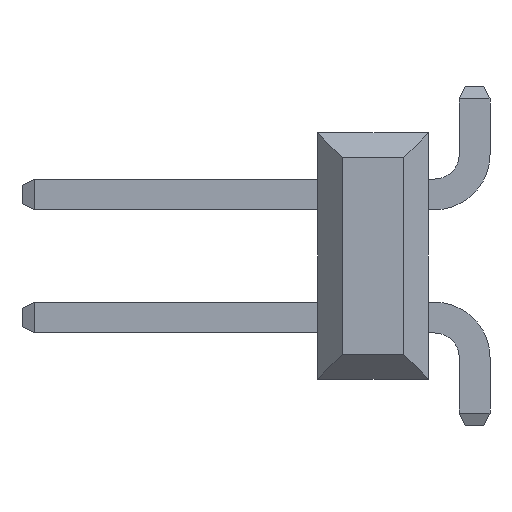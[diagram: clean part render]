
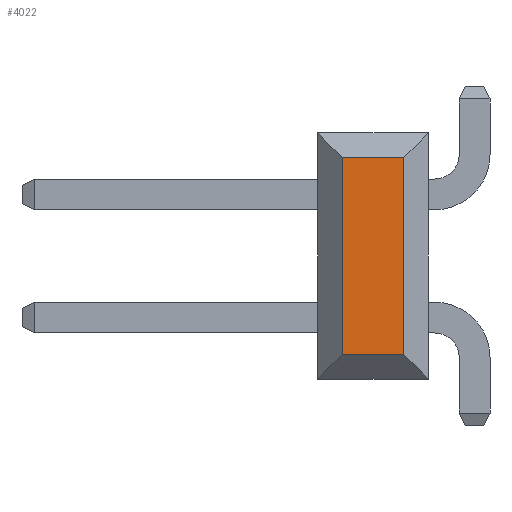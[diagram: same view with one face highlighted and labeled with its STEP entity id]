
A CAD part, left-side view. The second image highlights one B-rep face of the part: STEP entity #4022.
In plain terms, the highlighted planar face has unit normal (-1, 0, 0).
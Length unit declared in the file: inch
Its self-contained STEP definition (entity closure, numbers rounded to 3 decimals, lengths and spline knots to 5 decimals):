
#601=DIRECTION('',(0.,0.,1.));
#602=VECTOR('',#601,0.16);
#603=CARTESIAN_POINT('',(-0.25,-0.025,-0.08));
#604=LINE('',#603,#602);
#613=DIRECTION('',(0.,0.,1.));
#614=VECTOR('',#613,0.16);
#615=CARTESIAN_POINT('',(-0.25,0.025,-0.08));
#616=LINE('',#615,#614);
#617=DIRECTION('',(0.,-1.,0.));
#618=VECTOR('',#617,0.05);
#619=CARTESIAN_POINT('',(-0.25,0.025,0.08));
#620=LINE('',#619,#618);
#621=DIRECTION('',(0.,-1.,0.));
#622=VECTOR('',#621,0.05);
#623=CARTESIAN_POINT('',(-0.25,0.025,-0.08));
#624=LINE('',#623,#622);
#2617=CARTESIAN_POINT('',(-0.25,0.025,-0.08));
#2618=CARTESIAN_POINT('',(-0.25,0.025,0.08));
#2619=VERTEX_POINT('',#2617);
#2620=VERTEX_POINT('',#2618);
#2621=CARTESIAN_POINT('',(-0.25,-0.025,-0.08));
#2622=CARTESIAN_POINT('',(-0.25,-0.025,0.08));
#2623=VERTEX_POINT('',#2621);
#2624=VERTEX_POINT('',#2622);
#4008=CARTESIAN_POINT('',(-0.25,0.025,-0.1));
#4009=DIRECTION('',(-1.,0.,0.));
#4010=DIRECTION('',(0.,-1.,0.));
#4011=AXIS2_PLACEMENT_3D('',#4008,#4009,#4010);
#4012=PLANE('',#4011);
#4014=ORIENTED_EDGE('',*,*,#4013,.T.);
#4016=ORIENTED_EDGE('',*,*,#4015,.T.);
#4017=ORIENTED_EDGE('',*,*,#3998,.F.);
#4019=ORIENTED_EDGE('',*,*,#4018,.F.);
#4020=EDGE_LOOP('',(#4014,#4016,#4017,#4019));
#4021=FACE_OUTER_BOUND('',#4020,.F.);
#4022=ADVANCED_FACE('',(#4021),#4012,.T.);
#3998=EDGE_CURVE('',#2623,#2624,#604,.T.);
#4013=EDGE_CURVE('',#2619,#2620,#616,.T.);
#4015=EDGE_CURVE('',#2620,#2624,#620,.T.);
#4018=EDGE_CURVE('',#2619,#2623,#624,.T.);
